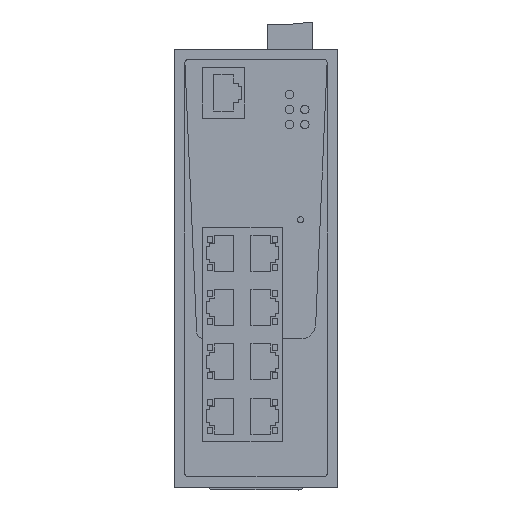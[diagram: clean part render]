
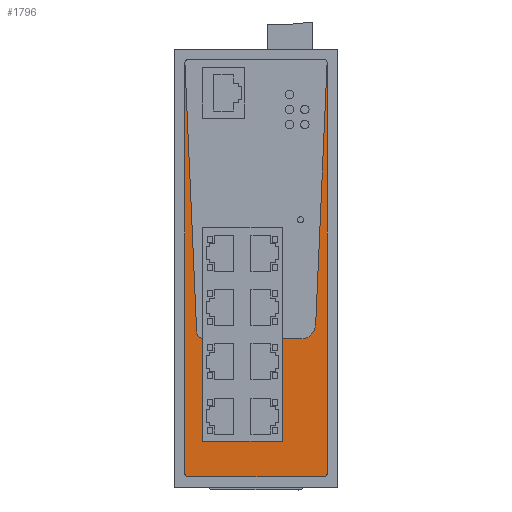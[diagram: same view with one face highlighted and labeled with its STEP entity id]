
A CAD part, top view. The second image highlights one B-rep face of the part: STEP entity #1796.
In plain terms, the highlighted planar face has unit normal (0, 0, 1).
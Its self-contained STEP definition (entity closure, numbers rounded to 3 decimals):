
#1420=AXIS2_PLACEMENT_3D('Circle Axis2P3D',#1418,#1419,$) ;
#1477=AXIS2_PLACEMENT_3D('Circle Axis2P3D',#1475,#1476,$) ;
#1725=AXIS2_PLACEMENT_3D('Plane Axis2P3D',#1722,#1723,#1724) ;
#1736=AXIS2_PLACEMENT_3D('Circle Axis2P3D',#1734,#1735,$) ;
#1771=AXIS2_PLACEMENT_3D('Circle Axis2P3D',#1769,#1770,$) ;
#1418=CARTESIAN_POINT('Axis2P3D Location',(49.7,5.25,119.3)) ;
#1422=CARTESIAN_POINT('Vertex',(49.7,4.25,119.3)) ;
#1424=CARTESIAN_POINT('Vertex',(50.7,5.25,119.3)) ;
#1454=CARTESIAN_POINT('Vertex',(4.6,4.25,119.3)) ;
#1457=CARTESIAN_POINT('Line Origine',(27.15,4.25,119.3)) ;
#1475=CARTESIAN_POINT('Axis2P3D Location',(4.6,5.25,119.3)) ;
#1479=CARTESIAN_POINT('Vertex',(3.6,5.25,119.3)) ;
#1504=CARTESIAN_POINT('Vertex',(3.6,141.35,119.3)) ;
#1507=CARTESIAN_POINT('Line Origine',(3.6,73.3,119.3)) ;
#1594=CARTESIAN_POINT('Vertex',(50.7,141.35,119.3)) ;
#1616=CARTESIAN_POINT('Line Origine',(50.7,73.3,119.3)) ;
#1722=CARTESIAN_POINT('Axis2P3D Location',(0.95,72.95,119.3)) ;
#1727=CARTESIAN_POINT('Line Origine',(48.806,97.974,119.3)) ;
#1731=CARTESIAN_POINT('Vertex',(46.912,54.599,119.3)) ;
#1734=CARTESIAN_POINT('Axis2P3D Location',(41.917,54.817,119.3)) ;
#1738=CARTESIAN_POINT('Vertex',(41.917,49.817,119.3)) ;
#1741=CARTESIAN_POINT('Line Origine',(38.876,49.817,119.3)) ;
#1745=CARTESIAN_POINT('Vertex',(35.835,49.817,119.3)) ;
#1748=CARTESIAN_POINT('Line Origine',(35.835,32.866,119.3)) ;
#1752=CARTESIAN_POINT('Vertex',(35.835,15.915,119.3)) ;
#1755=CARTESIAN_POINT('Line Origine',(22.66,15.915,119.3)) ;
#1759=CARTESIAN_POINT('Vertex',(9.485,15.915,119.3)) ;
#1762=CARTESIAN_POINT('Line Origine',(9.485,32.892,119.3)) ;
#1766=CARTESIAN_POINT('Vertex',(9.485,49.868,119.3)) ;
#1769=CARTESIAN_POINT('Axis2P3D Location',(9.99,52.317,119.3)) ;
#1773=CARTESIAN_POINT('Vertex',(7.492,52.208,119.3)) ;
#1776=CARTESIAN_POINT('Line Origine',(5.546,96.779,119.3)) ;
#1419=DIRECTION('Axis2P3D Direction',(0.,0.,-1.)) ;
#1458=DIRECTION('Vector Direction',(1.,0.,0.)) ;
#1476=DIRECTION('Axis2P3D Direction',(0.,0.,-1.)) ;
#1508=DIRECTION('Vector Direction',(0.,-1.,0.)) ;
#1617=DIRECTION('Vector Direction',(0.,1.,0.)) ;
#1723=DIRECTION('Axis2P3D Direction',(0.,0.,1.)) ;
#1724=DIRECTION('Axis2P3D XDirection',(0.,-1.,0.)) ;
#1728=DIRECTION('Vector Direction',(0.044,0.999,0.)) ;
#1735=DIRECTION('Axis2P3D Direction',(0.,0.,1.)) ;
#1742=DIRECTION('Vector Direction',(1.,0.,0.)) ;
#1749=DIRECTION('Vector Direction',(0.,1.,0.)) ;
#1756=DIRECTION('Vector Direction',(1.,0.,0.)) ;
#1763=DIRECTION('Vector Direction',(0.,-1.,0.)) ;
#1770=DIRECTION('Axis2P3D Direction',(0.,0.,1.)) ;
#1777=DIRECTION('Vector Direction',(0.044,-0.999,0.)) ;
#1459=VECTOR('Line Direction',#1458,1.) ;
#1509=VECTOR('Line Direction',#1508,1.) ;
#1618=VECTOR('Line Direction',#1617,1.) ;
#1729=VECTOR('Line Direction',#1728,1.) ;
#1743=VECTOR('Line Direction',#1742,1.) ;
#1750=VECTOR('Line Direction',#1749,1.) ;
#1757=VECTOR('Line Direction',#1756,1.) ;
#1764=VECTOR('Line Direction',#1763,1.) ;
#1778=VECTOR('Line Direction',#1777,1.) ;
#1782=ORIENTED_EDGE('',*,*,#1733,.F.) ;
#1783=ORIENTED_EDGE('',*,*,#1740,.F.) ;
#1784=ORIENTED_EDGE('',*,*,#1747,.F.) ;
#1785=ORIENTED_EDGE('',*,*,#1754,.F.) ;
#1786=ORIENTED_EDGE('',*,*,#1761,.F.) ;
#1787=ORIENTED_EDGE('',*,*,#1768,.F.) ;
#1788=ORIENTED_EDGE('',*,*,#1775,.F.) ;
#1789=ORIENTED_EDGE('',*,*,#1780,.F.) ;
#1790=ORIENTED_EDGE('',*,*,#1511,.T.) ;
#1791=ORIENTED_EDGE('',*,*,#1481,.T.) ;
#1792=ORIENTED_EDGE('',*,*,#1461,.T.) ;
#1793=ORIENTED_EDGE('',*,*,#1426,.T.) ;
#1794=ORIENTED_EDGE('',*,*,#1620,.T.) ;
#1796=ADVANCED_FACE('SWITCH',(#1795),#1726,.T.) ;
#1421=CIRCLE('generated circle',#1420,1.) ;
#1478=CIRCLE('generated circle',#1477,1.) ;
#1737=CIRCLE('generated circle',#1736,5.) ;
#1772=CIRCLE('generated circle',#1771,2.5) ;
#1426=EDGE_CURVE('',#1423,#1425,#1421,.F.) ;
#1461=EDGE_CURVE('',#1455,#1423,#1460,.T.) ;
#1481=EDGE_CURVE('',#1480,#1455,#1478,.F.) ;
#1511=EDGE_CURVE('',#1505,#1480,#1510,.T.) ;
#1620=EDGE_CURVE('',#1425,#1595,#1619,.T.) ;
#1733=EDGE_CURVE('',#1732,#1595,#1730,.T.) ;
#1740=EDGE_CURVE('',#1739,#1732,#1737,.T.) ;
#1747=EDGE_CURVE('',#1746,#1739,#1744,.T.) ;
#1754=EDGE_CURVE('',#1753,#1746,#1751,.T.) ;
#1761=EDGE_CURVE('',#1760,#1753,#1758,.T.) ;
#1768=EDGE_CURVE('',#1767,#1760,#1765,.T.) ;
#1775=EDGE_CURVE('',#1774,#1767,#1772,.T.) ;
#1780=EDGE_CURVE('',#1505,#1774,#1779,.T.) ;
#1781=EDGE_LOOP('',(#1782,#1783,#1784,#1785,#1786,#1787,#1788,#1789,#1790,#1791,#1792,#1793,#1794)) ;
#1795=FACE_OUTER_BOUND('',#1781,.T.) ;
#1460=LINE('Line',#1457,#1459) ;
#1510=LINE('Line',#1507,#1509) ;
#1619=LINE('Line',#1616,#1618) ;
#1730=LINE('Line',#1727,#1729) ;
#1744=LINE('Line',#1741,#1743) ;
#1751=LINE('Line',#1748,#1750) ;
#1758=LINE('Line',#1755,#1757) ;
#1765=LINE('Line',#1762,#1764) ;
#1779=LINE('Line',#1776,#1778) ;
#1726=PLANE('',#1725) ;
#1423=VERTEX_POINT('',#1422) ;
#1425=VERTEX_POINT('',#1424) ;
#1455=VERTEX_POINT('',#1454) ;
#1480=VERTEX_POINT('',#1479) ;
#1505=VERTEX_POINT('',#1504) ;
#1595=VERTEX_POINT('',#1594) ;
#1732=VERTEX_POINT('',#1731) ;
#1739=VERTEX_POINT('',#1738) ;
#1746=VERTEX_POINT('',#1745) ;
#1753=VERTEX_POINT('',#1752) ;
#1760=VERTEX_POINT('',#1759) ;
#1767=VERTEX_POINT('',#1766) ;
#1774=VERTEX_POINT('',#1773) ;
